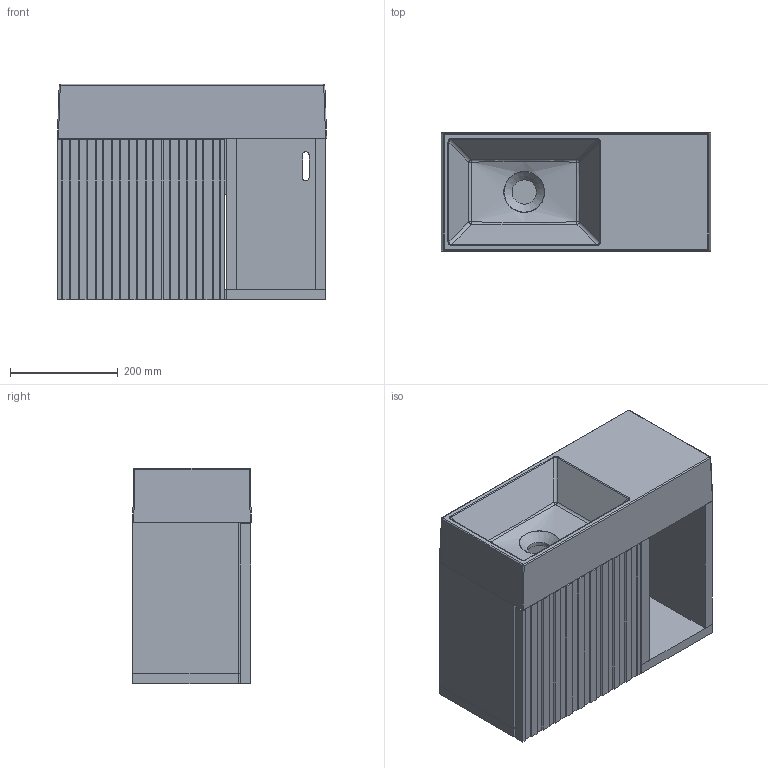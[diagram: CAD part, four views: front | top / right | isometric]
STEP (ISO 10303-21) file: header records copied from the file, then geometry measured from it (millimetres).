
FILE_DESCRIPTION(/* description */ (''),/* implementation_level */ '2;1');
FILE_NAME(/* name */ 'COPPER 500+тумба.stp',/* time_stamp */ '2025-08-19T15:56:37+03:00',/* author */ ('ya'),/* organization */ (''),/* preprocessor_version */ 'ST-DEVELOPER v18.1',/* originating_system */ 'Autodesk Inventor 2022',/* authorisation */ '');
FILE_SCHEMA (('AUTOMOTIVE_DESIGN { 1 0 10303 214 3 1 1 }'));
Length unit declared in the file: millimetre
Products named in the file (3): COPPER 500; COPPER 500_1; Thiny 500
Assembly tree (2 placements, depth 2):
  COPPER 500
    COPPER 500_1
    Thiny 500
Bounding box: 500 x 220.21 x 400 mm (x, y, z)
Volume: 11007972.7 mm3; surface area: 1529921 mm2
Topology: 7 solids, 7 shells, 184 faces, 461 edges, 287 vertices
Faces by surface type: plane 105, cylinder 37, bspline 28, sphere 12, cone 2
Full cylindrical faces by diameter (mm): 45 x1
Entity records: 18315 total; most frequent: CARTESIAN_POINT 13952, ORIENTED_EDGE 906, DIRECTION 838, EDGE_CURVE 453, LINE 296, VECTOR 296, VERTEX_POINT 287, AXIS2_PLACEMENT_3D 271
